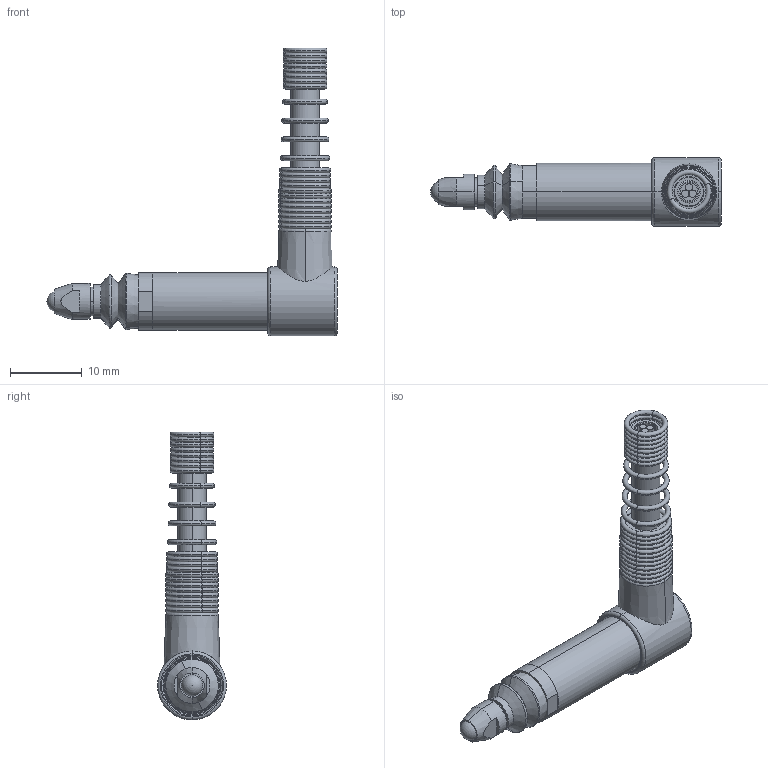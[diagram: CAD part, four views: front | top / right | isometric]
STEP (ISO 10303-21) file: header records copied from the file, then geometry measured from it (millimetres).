
FILE_DESCRIPTION (( 'STEP AP214' ), '1' );
FILE_NAME ('part DPS1V.STEP', '2025-11-06T06:27:02', ( 'User' ), ( 'user' ), 'SwSTEP 2.0', 'SolidWorks 2020', '' );
FILE_SCHEMA (( 'AUTOMOTIVE_DESIGN' ));
Length unit declared in the file: millimetre
Products named in the file (1): part DPS1V
Bounding box: 40.5 x 9.6 x 40.1 mm (x, y, z)
Surface area: 2760.1 mm2 (no closed solid volume)
Topology: 0 solids, 34 shells, 180 faces, 401 edges, 235 vertices
Faces by surface type: torus 112, cylinder 33, plane 21, cone 12, sphere 2
Entity records: 7134 total; most frequent: DIRECTION 1080, CARTESIAN_POINT 927, ORIENTED_EDGE 744, AXIS2_PLACEMENT_3D 509, EDGE_CURVE 396, CIRCLE 328, VERTEX_POINT 232, EDGE_LOOP 194
